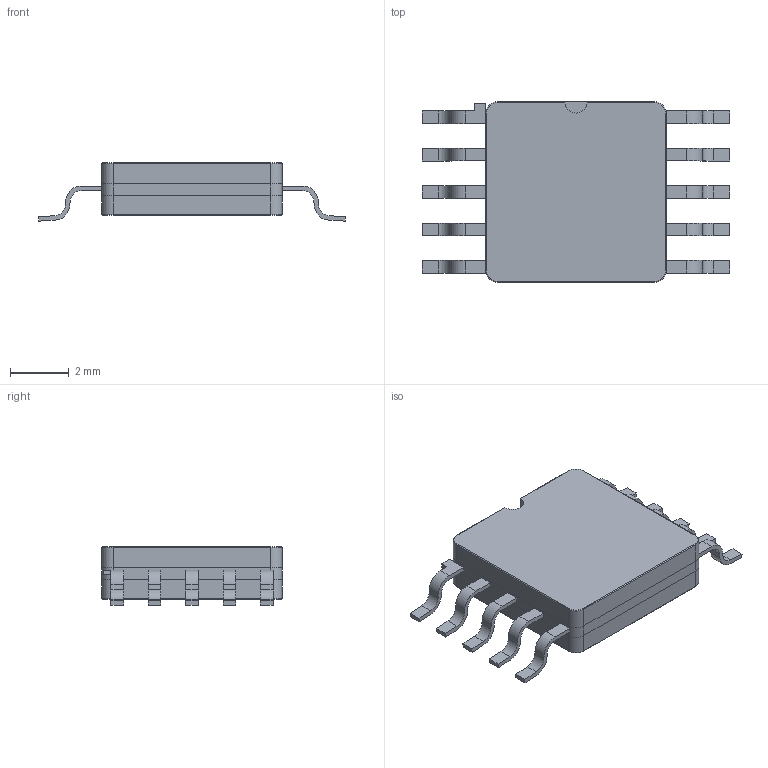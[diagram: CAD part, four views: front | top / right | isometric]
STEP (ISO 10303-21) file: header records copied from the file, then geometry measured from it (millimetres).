
FILE_DESCRIPTION((''),'2;1');
FILE_NAME('NAC0010A_ASM','2022-08-08T07:46:37',('a0412086'),(''),'CREO PARAMETRIC BY PTC INC, 2018500','CREO PARAMETRIC BY PTC INC, 2018500','');
FILE_SCHEMA(('CONFIG_CONTROL_DESIGN','SHAPE_APPEARANCE_LAYERS_GROUPS'));
Length unit declared in the file: inch
Products named in the file (6): BASE_NAC0010A; LID_NAC0010A; GLASS_NAC0010A; LEAD_NAC0010A; LEAD1_NAC0010A; NAC0010A_ASM
Assembly tree (13 placements, depth 2):
  NAC0010A_ASM
    BASE_NAC0010A
    LID_NAC0010A
    GLASS_NAC0010A
    LEAD_NAC0010A  x9
    LEAD1_NAC0010A
Bounding box: 10.43 x 6.12 x 1.98 mm (x, y, z)
Volume: 58.9 mm3; surface area: 305.5 mm2
Topology: 13 solids, 13 shells, 210 faces, 533 edges, 350 vertices
Faces by surface type: plane 132, cylinder 62, torus 8, cone 8
Entity records: 3959 total; most frequent: DIRECTION 559, CARTESIAN_POINT 538, ORIENTED_EDGE 490, PRESENTATION_STYLE_ASSIGNMENT 250, STYLED_ITEM 250, CURVE_STYLE 245, EDGE_CURVE 245, AXIS2_PLACEMENT_3D 201
